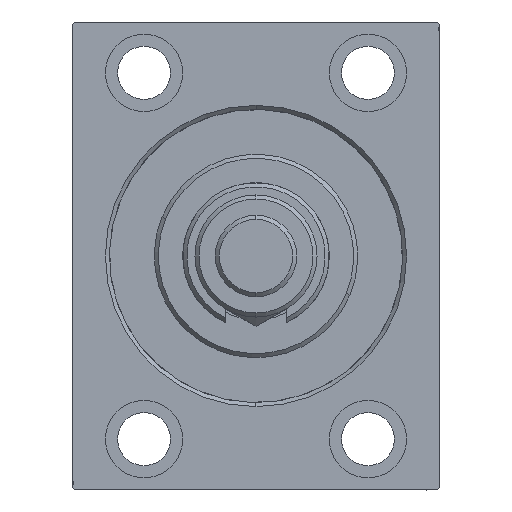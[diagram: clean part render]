
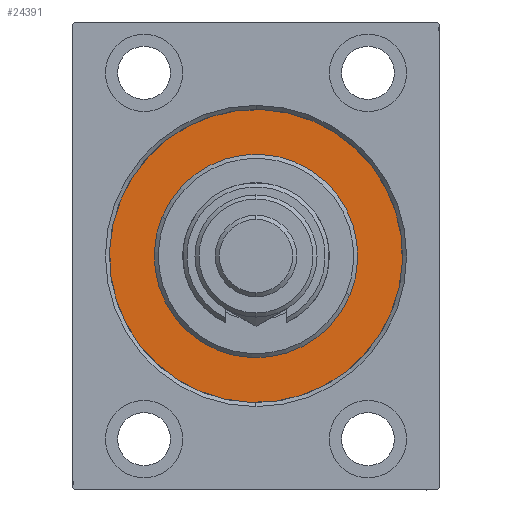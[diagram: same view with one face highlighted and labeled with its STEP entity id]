
A CAD part, left-side view. The second image highlights one B-rep face of the part: STEP entity #24391.
In plain terms, the highlighted face is planar.
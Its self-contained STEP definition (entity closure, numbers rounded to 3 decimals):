
#850 = CARTESIAN_POINT ( 'NONE',  ( 0., 0., -25. ) ) ;
#1528 = EDGE_LOOP ( 'NONE', ( #9893, #16586 ) ) ;
#2026 = CARTESIAN_POINT ( 'NONE',  ( 0., 0., 0. ) ) ;
#2100 = AXIS2_PLACEMENT_3D ( 'NONE', #35513, #6988, #3914 ) ;
#2740 = DIRECTION ( 'NONE',  ( 1., 0., 0. ) ) ;
#3914 = DIRECTION ( 'NONE',  ( 0., 0., 1. ) ) ;
#4710 = VERTEX_POINT ( 'NONE', #41142 ) ;
#5738 = ORIENTED_EDGE ( 'NONE', *, *, #42850, .F. ) ;
#6926 = FACE_OUTER_BOUND ( 'NONE', #12737, .T. ) ;
#6988 = DIRECTION ( 'NONE',  ( -1., 0., 0. ) ) ;
#8205 = AXIS2_PLACEMENT_3D ( 'NONE', #16669, #2740, #38576 ) ;
#9671 = VERTEX_POINT ( 'NONE', #10061 ) ;
#9893 = ORIENTED_EDGE ( 'NONE', *, *, #43705, .F. ) ;
#10061 = CARTESIAN_POINT ( 'NONE',  ( 0., 0., 36. ) ) ;
#11085 = ORIENTED_EDGE ( 'NONE', *, *, #38366, .F. ) ;
#11137 = FACE_BOUND ( 'NONE', #1528, .T. ) ;
#12737 = EDGE_LOOP ( 'NONE', ( #5738, #11085 ) ) ;
#14456 = PLANE ( 'NONE',  #44735 ) ;
#14689 = DIRECTION ( 'NONE',  ( 0., 0., 1. ) ) ;
#16586 = ORIENTED_EDGE ( 'NONE', *, *, #17947, .F. ) ;
#16650 = DIRECTION ( 'NONE',  ( -1., 0., 0. ) ) ;
#16669 = CARTESIAN_POINT ( 'NONE',  ( 0., 0., 0. ) ) ;
#17947 = EDGE_CURVE ( 'NONE', #35012, #4710, #34877, .T. ) ;
#21794 = DIRECTION ( 'NONE',  ( -1., 0., 0. ) ) ;
#23621 = AXIS2_PLACEMENT_3D ( 'NONE', #29422, #36703, #29884 ) ;
#24391 = ADVANCED_FACE ( 'NONE', ( #11137, #6926 ), #14456, .F. ) ;
#26891 = VERTEX_POINT ( 'NONE', #39320 ) ;
#27006 = CIRCLE ( 'NONE', #30768, 36. ) ;
#28854 = CARTESIAN_POINT ( 'NONE',  ( 0., 0., 0. ) ) ;
#29422 = CARTESIAN_POINT ( 'NONE',  ( 0., 0., 0. ) ) ;
#29884 = DIRECTION ( 'NONE',  ( 0., 0., -1. ) ) ;
#30768 = AXIS2_PLACEMENT_3D ( 'NONE', #2026, #16650, #41419 ) ;
#32290 = CIRCLE ( 'NONE', #8205, 25. ) ;
#34877 = CIRCLE ( 'NONE', #23621, 25. ) ;
#35012 = VERTEX_POINT ( 'NONE', #850 ) ;
#35513 = CARTESIAN_POINT ( 'NONE',  ( 0., 0., 0. ) ) ;
#36703 = DIRECTION ( 'NONE',  ( 1., 0., 0. ) ) ;
#38366 = EDGE_CURVE ( 'NONE', #9671, #26891, #27006, .T. ) ;
#38576 = DIRECTION ( 'NONE',  ( 0., 0., -1. ) ) ;
#39029 = CIRCLE ( 'NONE', #2100, 36. ) ;
#39320 = CARTESIAN_POINT ( 'NONE',  ( 0., 0., -36. ) ) ;
#41142 = CARTESIAN_POINT ( 'NONE',  ( 0., 0., 25. ) ) ;
#41419 = DIRECTION ( 'NONE',  ( 0., 0., 1. ) ) ;
#42850 = EDGE_CURVE ( 'NONE', #26891, #9671, #39029, .T. ) ;
#43705 = EDGE_CURVE ( 'NONE', #4710, #35012, #32290, .T. ) ;
#44735 = AXIS2_PLACEMENT_3D ( 'NONE', #28854, #21794, #14689 ) ;
